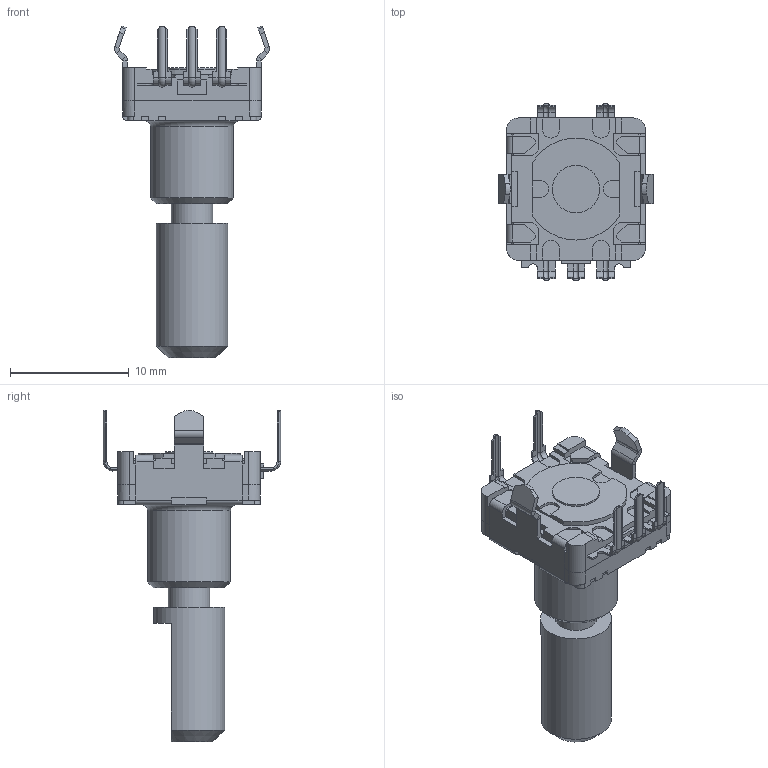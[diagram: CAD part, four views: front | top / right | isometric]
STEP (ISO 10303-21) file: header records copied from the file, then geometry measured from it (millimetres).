
FILE_DESCRIPTION(/* description */ (''),/* implementation_level */ '2;1');
FILE_NAME(/* name */ 'ec11_skirt.step',/* time_stamp */ '2020-08-25T23:11:14-07:00',/* author */ (''),/* organization */ (''),/* preprocessor_version */ 'ST-DEVELOPER v18.1',/* originating_system */ 'Autodesk Translation Framework v9.3.0.1241',/* authorisation */ '');
FILE_SCHEMA (('AUTOMOTIVE_DESIGN { 1 0 10303 214 3 1 1 }'));
Length unit declared in the file: millimetre
Products named in the file (1): FusionComponent
Bounding box: 13.1 x 14.95 x 28 mm (x, y, z)
Volume: 1131.6 mm3; surface area: 1036.8 mm2
Topology: 1 solids, 1 shells, 440 faces, 1121 edges, 694 vertices
Faces by surface type: plane 338, cylinder 89, torus 11, cone 2
Full cylindrical faces by diameter (mm): 3.5 x1, 4 x1, 6 x1, 7 x1
Entity records: 13275 total; most frequent: CARTESIAN_POINT 2390, ORIENTED_EDGE 2242, DIRECTION 2169, EDGE_CURVE 1121, LINE 931, VECTOR 931, VERTEX_POINT 694, AXIS2_PLACEMENT_3D 619
